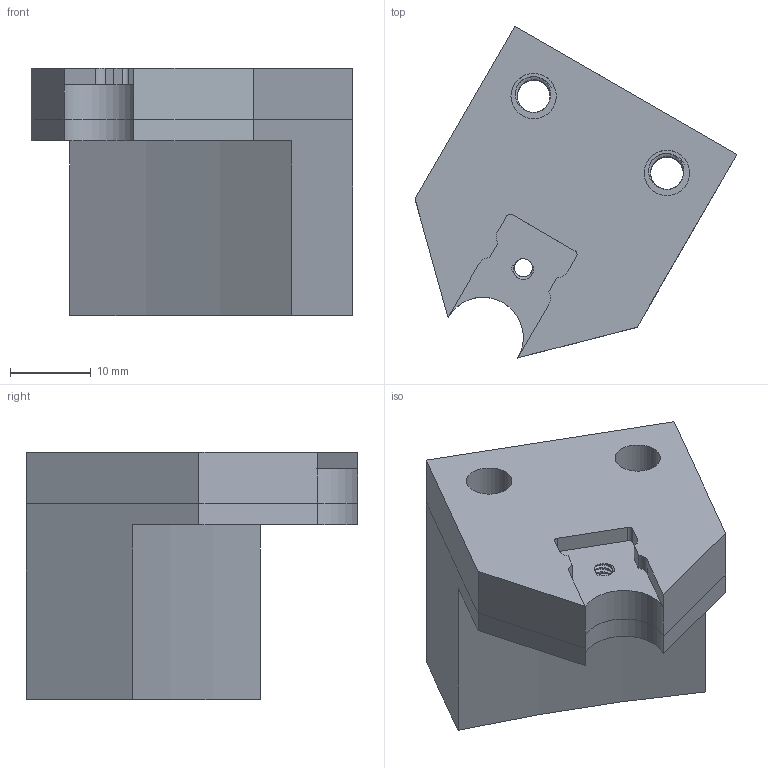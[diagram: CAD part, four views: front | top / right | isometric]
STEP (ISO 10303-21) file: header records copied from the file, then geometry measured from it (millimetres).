
FILE_DESCRIPTION(/* description */ (''),/* implementation_level */ '2;1');
FILE_NAME(/* name */ 'Sensor Mount Top.step',/* time_stamp */ '2023-09-20T18:52:58-04:00',/* author */ (''),/* organization */ (''),/* preprocessor_version */ 'ST-DEVELOPER v20',/* originating_system */ 'Autodesk Translation Framework v12.9.0.99',/* authorisation */ '');
FILE_SCHEMA (('AUTOMOTIVE_DESIGN { 1 0 10303 214 3 1 1 }'));
Length unit declared in the file: inch
Products named in the file (1): Sensor Mount
Bounding box: 39.86 x 41.09 x 30.61 mm (x, y, z)
Volume: 17391.8 mm3; surface area: 8371.3 mm2
Topology: 2 solids, 2 shells, 199 faces, 583 edges, 388 vertices
Faces by surface type: cylinder 166, plane 25, bspline 8
Full cylindrical faces by diameter (mm): 2.271 x3, 2.845 x5, 4.064 x10, 4.826 x28, 5.613 x2
Entity records: 14749 total; most frequent: CARTESIAN_POINT 10017, ORIENTED_EDGE 1166, DIRECTION 691, EDGE_CURVE 583, VERTEX_POINT 388, B_SPLINE_CURVE_WITH_KNOTS 320, AXIS2_PLACEMENT_3D 236, LINE 219
